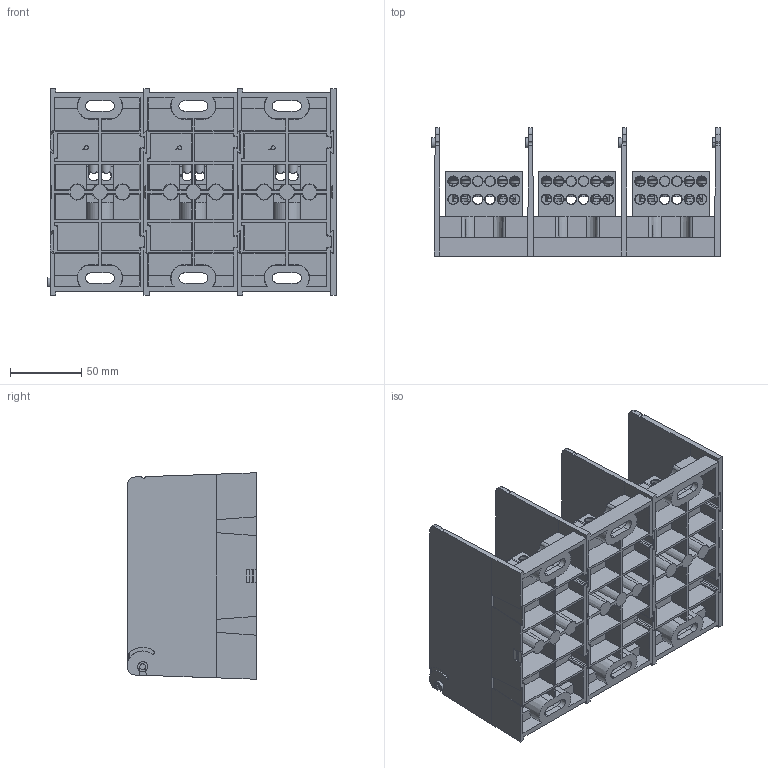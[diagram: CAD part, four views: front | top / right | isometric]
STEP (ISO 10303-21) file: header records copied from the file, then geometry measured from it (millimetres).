
FILE_DESCRIPTION (( 'STEP AP214' ), '1' );
FILE_NAME ('701996rev-3P.STEP', '2015-06-24T19:23:34', ( '' ), ( '' ), 'SwSTEP 2.0', 'SolidWorks 2014', '' );
FILE_SCHEMA (( 'AUTOMOTIVE_DESIGN' ));
Length unit declared in the file: inch
Products named in the file (1): 701996rev-3P
Bounding box: 202.31 x 90.17 x 144.78 mm (x, y, z)
Surface area: 274221.9 mm2 (no closed solid volume)
Topology: 0 solids, 88 shells, 1316 faces, 4655 edges, 3305 vertices
Faces by surface type: plane 586, cone 366, cylinder 352, bspline 12
Entity records: 81852 total; most frequent: CARTESIAN_POINT 27432, ORIENTED_EDGE 7546, DIRECTION 6969, EDGE_CURVE 4624, VERTEX_POINT 3305, VECTOR 2551, LINE 2551, AXIS2_PLACEMENT_3D 2209
